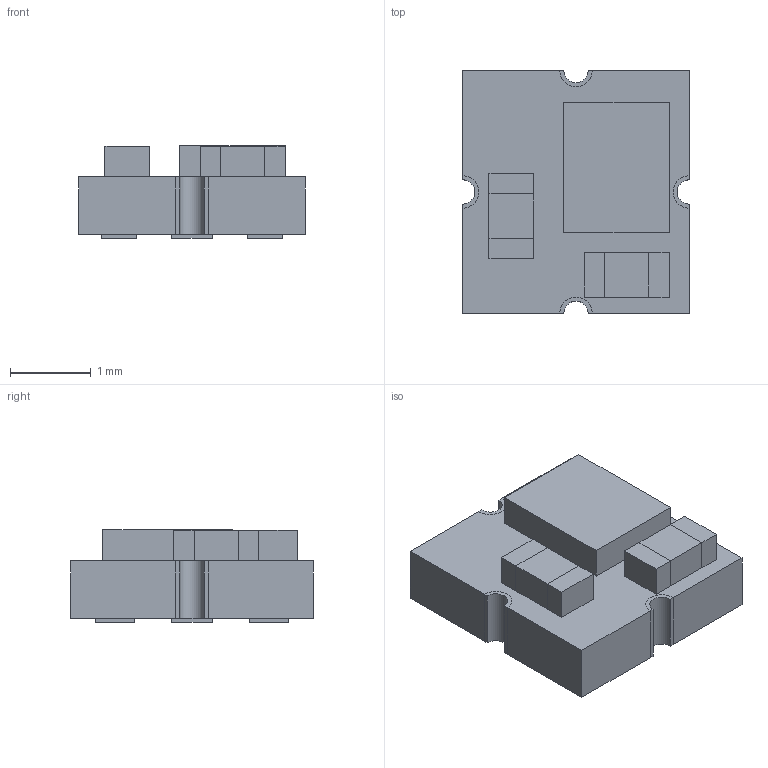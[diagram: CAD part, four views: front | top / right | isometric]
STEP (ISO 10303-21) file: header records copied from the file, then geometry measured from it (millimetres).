
FILE_DESCRIPTION(/* description */ (''),/* implementation_level */ '2;1');
FILE_NAME(/* name */ 'DCDC_MURATA_LXDC2XQ.stp',/* time_stamp */ '2017-03-14T13:56:48+01:00',/* author */ ('jchouvet'),/* organization */ (''),/* preprocessor_version */ 'ST-DEVELOPER v16.1',/* originating_system */ 'AutoCAD Mechanical',/* authorisation */ '');
FILE_SCHEMA (('AUTOMOTIVE_DESIGN { 1 0 10303 214 3 1 1 }'));
Length unit declared in the file: millimetre
Products named in the file (1): Product
Bounding box: 2.8 x 3 x 1.15 mm (x, y, z)
Volume: 7.2 mm3; surface area: 46.1 mm2
Topology: 21 solids, 21 shells, 135 faces, 279 edges, 186 vertices
Faces by surface type: plane 123, cylinder 12
Entity records: 3557 total; most frequent: CARTESIAN_POINT 601, DIRECTION 575, ORIENTED_EDGE 558, EDGE_CURVE 279, LINE 255, VECTOR 255, VERTEX_POINT 186, AXIS2_PLACEMENT_3D 160
